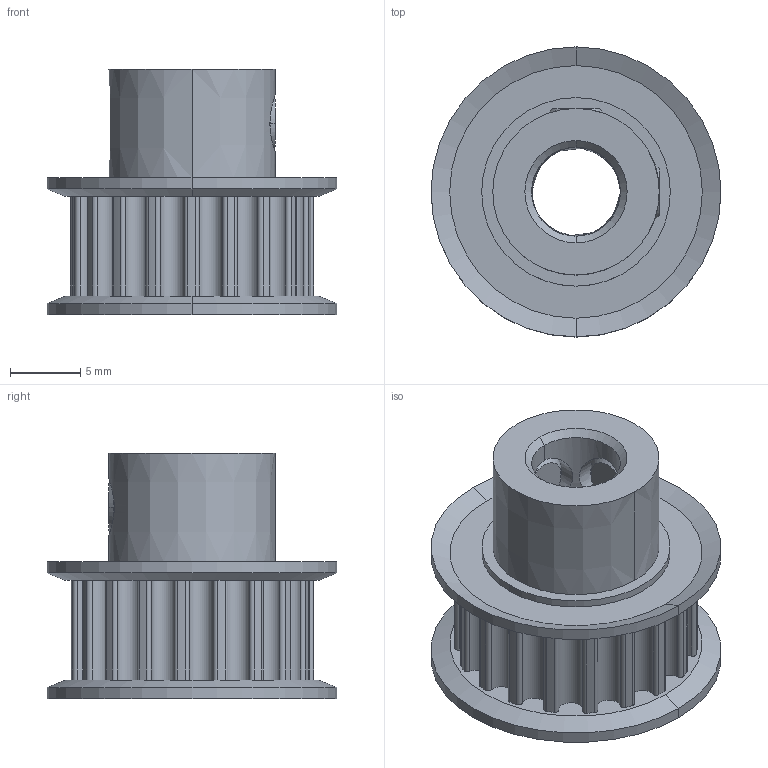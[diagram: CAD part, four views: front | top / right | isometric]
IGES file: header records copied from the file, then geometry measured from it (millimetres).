
Global section: file name: _cgs_temp_output.igs; native system: Creo Parametric by Parametric Technology Corporation; preprocessor: 2016360; author: SYSTEM; organization: Unknown; date: 20170924.114300; units: inch
Bounding box: 20.7 x 20.7 x 17.55 mm (x, y, z)
Volume: 2396 mm3; surface area: 2347.9 mm2
Topology: 1 solids, 1 shells, 141 faces, 378 edges, 248 vertices
Faces by surface type: revolution 116, bspline 25
